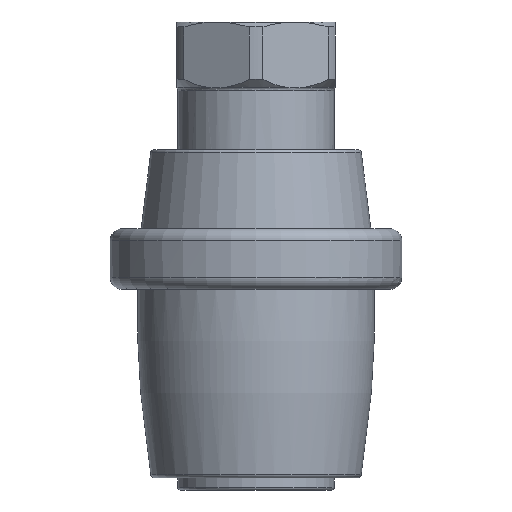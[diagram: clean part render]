
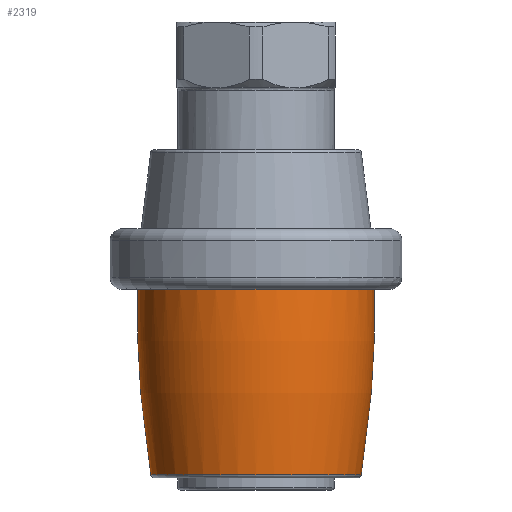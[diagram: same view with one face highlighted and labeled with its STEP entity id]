
A CAD part, front view. The second image highlights one B-rep face of the part: STEP entity #2319.
In plain terms, the highlighted toroidal (fillet/blend) face has major radius 71.25 mm and minor radius 81 mm.
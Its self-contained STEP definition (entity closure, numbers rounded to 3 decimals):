
#26=DEGENERATE_TOROIDAL_SURFACE('',#2495,71.25,81.,
 .F.);
#454=ORIENTED_EDGE('',*,*,#706,.T.);
#455=ORIENTED_EDGE('',*,*,#707,.F.);
#706=EDGE_CURVE('',#860,#860,#965,.T.);
#707=EDGE_CURVE('',#861,#861,#966,.T.);
#860=VERTEX_POINT('',#3533);
#861=VERTEX_POINT('',#3536);
#965=CIRCLE('',#2494,9.725);
#966=CIRCLE('',#2496,8.659);
#1103=EDGE_LOOP('',(#454));
#1104=EDGE_LOOP('',(#455));
#1312=FACE_BOUND('',#1103,.T.);
#1313=FACE_BOUND('',#1104,.T.);
#2319=ADVANCED_FACE('',(#1312,#1313),#26,.F.);
#2494=AXIS2_PLACEMENT_3D('',#3532,#2824,#2825);
#2495=AXIS2_PLACEMENT_3D('',#3534,#2826,#2827);
#2496=AXIS2_PLACEMENT_3D('',#3535,#2828,#2829);
#2824=DIRECTION('',(0.,0.,-1.));
#2825=DIRECTION('',(0.,1.,0.));
#2826=DIRECTION('',(0.,0.,-1.));
#2827=DIRECTION('',(0.,1.,0.));
#2828=DIRECTION('',(0.,0.,-1.));
#2829=DIRECTION('',(0.,1.,0.));
#3532=CARTESIAN_POINT('',(0.,0.,16.5));
#3533=CARTESIAN_POINT('',(0.,9.725,16.5));
#3534=CARTESIAN_POINT('',(0.,0.,14.5));
#3535=CARTESIAN_POINT('',(0.,0.,1.251));
#3536=CARTESIAN_POINT('',(0.,8.659,1.251));
